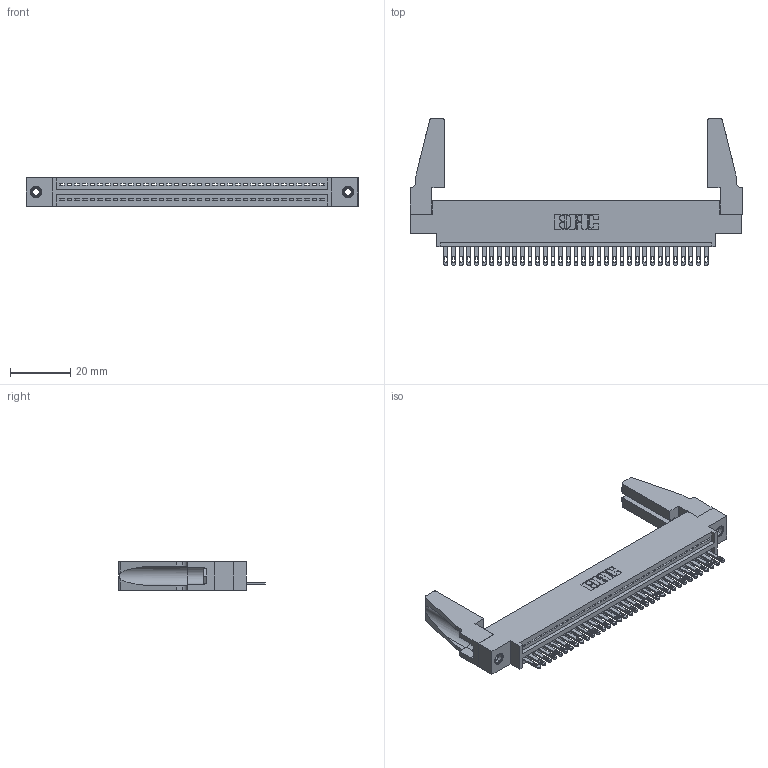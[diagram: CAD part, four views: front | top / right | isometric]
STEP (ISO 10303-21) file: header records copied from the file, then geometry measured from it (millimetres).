
FILE_DESCRIPTION (( 'STEP AP203' ), '1' );
FILE_NAME ('345-035-500-688.STEP', '2019-10-07T20:13:12', ( '' ), ( '' ), 'SwSTEP 2.0', 'SolidWorks 2016', '' );
FILE_SCHEMA (( 'CONFIG_CONTROL_DESIGN' ));
Length unit declared in the file: inch
Products named in the file (5): 345-292-001_345-293-100; 345-250-001_345-250-001-102; 345-035-500-688; 345-220-078_345-220-088; 345 Part_0.170 Offset - 0.156 Dia-TH
Assembly tree (40 placements, depth 2):
  345-035-500-688
    345 Part_0.170 Offset - 0.156 Dia-TH
    345-292-001_345-293-100  x35
    345-250-001_345-250-001-102  x2
    345-220-078_345-220-088  x2
Bounding box: 110.13 x 48.69 x 9.4 mm (x, y, z)
Volume: 13564.1 mm3; surface area: 16942.5 mm2
Topology: 40 solids, 40 shells, 2144 faces, 6547 edges, 4354 vertices
Faces by surface type: plane 1346, cylinder 782, cone 12, torus 4
Entity records: 29494 total; most frequent: CARTESIAN_POINT 5099, ORIENTED_EDGE 5028, DIRECTION 4472, EDGE_CURVE 2514, VECTOR 2196, LINE 2196, VERTEX_POINT 1670, AXIS2_PLACEMENT_3D 1138
